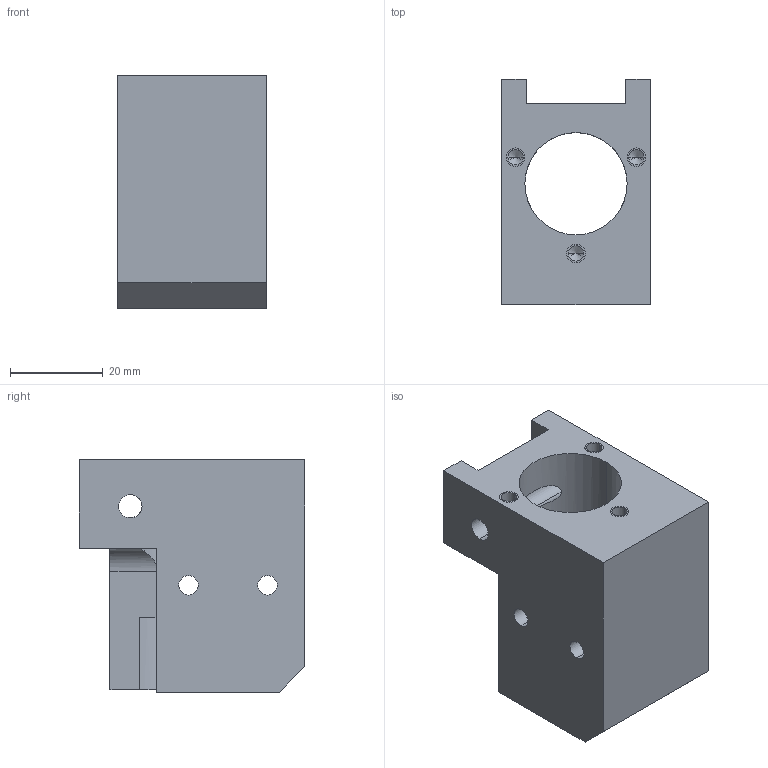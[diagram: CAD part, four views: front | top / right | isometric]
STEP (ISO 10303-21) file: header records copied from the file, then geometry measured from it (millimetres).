
FILE_DESCRIPTION((''),'2;1');
FILE_NAME('1_11_A004','2024-04-16T13:42:25',('ccourtois'),(''),'CREO PARAMETRIC BY PTC INC, 2022244','CREO PARAMETRIC BY PTC INC, 2022244','');
FILE_SCHEMA(('AUTOMOTIVE_DESIGN { 1 0 10303 214 1 1 1 1 }'));
Length unit declared in the file: millimetre
Products named in the file (1): 1_11_A004
Bounding box: 32 x 48.5 x 50 mm (x, y, z)
Volume: 39459.9 mm3; surface area: 13663.1 mm2
Topology: 1 solids, 4 shells, 63 faces, 183 edges, 118 vertices
Faces by surface type: cylinder 30, plane 25, cone 8
Entity records: 4821 total; most frequent: COLOUR_RGB 1354, CARTESIAN_POINT 552, DIRECTION 416, ORIENTED_EDGE 338, PRESENTATION_STYLE_ASSIGNMENT 197, STYLED_ITEM 197, CURVE_STYLE 193, EDGE_CURVE 175
